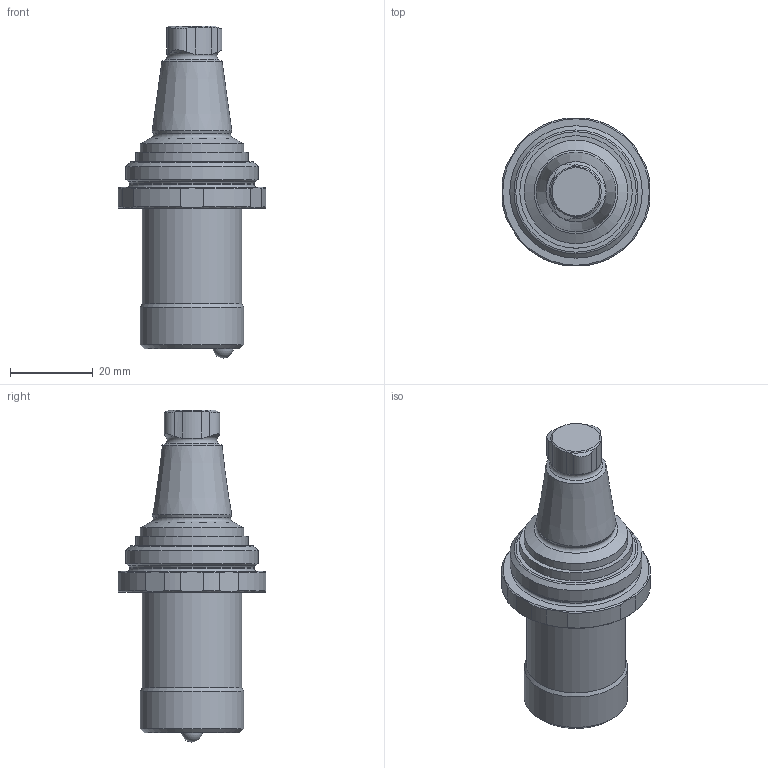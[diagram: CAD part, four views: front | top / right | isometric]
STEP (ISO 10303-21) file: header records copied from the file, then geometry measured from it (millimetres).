
FILE_DESCRIPTION(/* description */ ('Unknown'),/* implementation_level */ '2;1');
FILE_NAME(/* name */ '339020000',/* time_stamp */ '2020-08-10T16:45:13+02:00',/* author */ ('WTO KS'),/* organization */ ('WTO'),/* preprocessor_version */ 'ST-DEVELOPER v16.7',/* originating_system */ 'DEX',/* authorisation */ $);
FILE_SCHEMA (('AUTOMOTIVE_DESIGN {1 0 10303 214 3 1 1}'));
Length unit declared in the file: millimetre
Products named in the file (1): 090365_339020000_vereinfacht_STP_00416473
Bounding box: 35.6 x 35.6 x 80.25 mm (x, y, z)
Volume: 33787.7 mm3; surface area: 7467.7 mm2
Topology: 1 solids, 1 shells, 66 faces, 158 edges, 99 vertices
Faces by surface type: cylinder 27, cone 18, plane 15, torus 5, sphere 1
Full cylindrical faces by diameter (mm): 3.15 x1, 24 x1, 25 x2, 27.2 x1, 30.1 x1, 32 x1
Entity records: 1792 total; most frequent: CARTESIAN_POINT 415, DIRECTION 276, ORIENTED_EDGE 250, EDGE_CURVE 125, AXIS2_PLACEMENT_3D 124, EDGE_LOOP 96, FACE_BOUND 96, VERTEX_POINT 91
